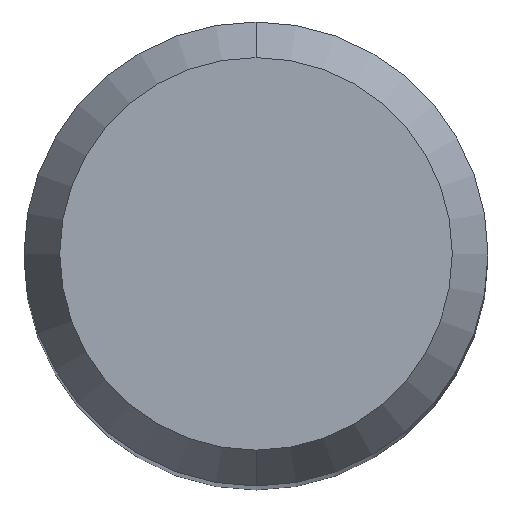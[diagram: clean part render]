
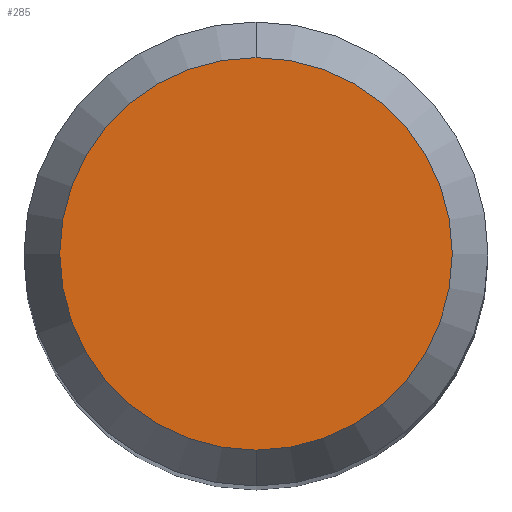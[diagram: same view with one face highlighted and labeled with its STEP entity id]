
A CAD part, top view. The second image highlights one B-rep face of the part: STEP entity #285.
In plain terms, the highlighted planar face has unit normal (0, 0, 1).
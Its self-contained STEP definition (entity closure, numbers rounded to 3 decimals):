
#255=VERTEX_POINT('',#538);
#285=ADVANCED_FACE('',(#570),#571,.T.);
#345=EDGE_CURVE('',#367,#255,#638,.T.);
#367=VERTEX_POINT('',#662);
#397=EDGE_CURVE('',#255,#367,#696,.T.);
#538=CARTESIAN_POINT('',(0.,-2.538,29.567));
#570=FACE_OUTER_BOUND('',#1017,.T.);
#571=PLANE('',#1018);
#638=CIRCLE('',#1155,2.538);
#662=CARTESIAN_POINT('',(0.0,2.538,29.567));
#696=CIRCLE('',#1297,2.538);
#1017=EDGE_LOOP('',(#1471,#1472));
#1018=AXIS2_PLACEMENT_3D('',#1473,#1474,#1475);
#1155=AXIS2_PLACEMENT_3D('',#1546,#1547,#1548);
#1297=AXIS2_PLACEMENT_3D('',#1620,#1621,#1622);
#1471=ORIENTED_EDGE('',*,*,#345,.F.);
#1472=ORIENTED_EDGE('',*,*,#397,.F.);
#1473=CARTESIAN_POINT('',(0.0,1.269,29.567));
#1474=DIRECTION('',(-0.0,0.0,1.0));
#1475=DIRECTION('',(0.0,-1.0,0.0));
#1546=CARTESIAN_POINT('',(0.0,0.0,29.567));
#1547=DIRECTION('',(0.0,0.0,-1.0));
#1548=DIRECTION('',(0.0,1.0,0.0));
#1620=CARTESIAN_POINT('',(0.0,0.0,29.567));
#1621=DIRECTION('',(0.0,0.0,-1.0));
#1622=DIRECTION('',(0.0,1.0,0.0));
